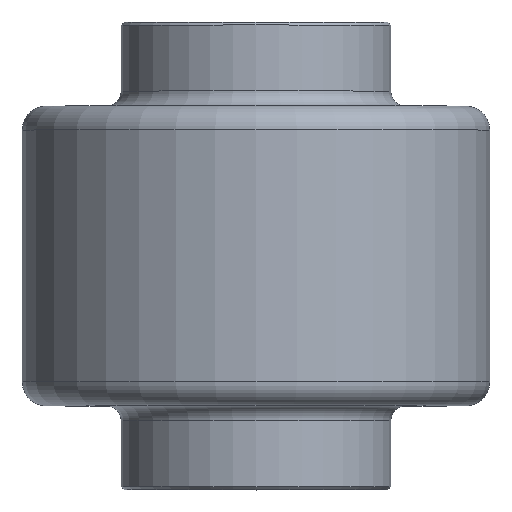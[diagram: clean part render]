
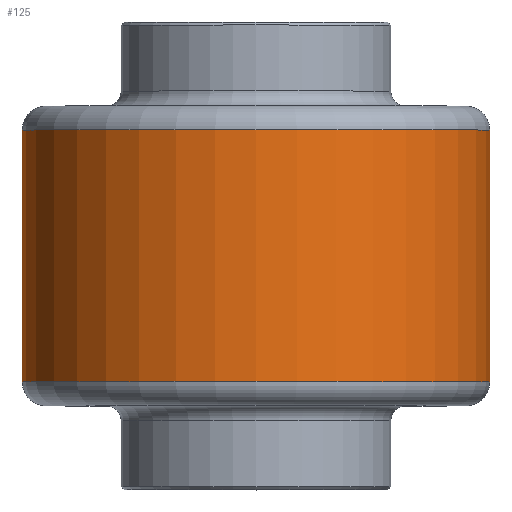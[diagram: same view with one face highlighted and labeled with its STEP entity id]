
A CAD part, top view. The second image highlights one B-rep face of the part: STEP entity #125.
In plain terms, the highlighted cylindrical face has radius 39 mm (diameter 78 mm), a full revolution.
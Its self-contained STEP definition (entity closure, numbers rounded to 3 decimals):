
#115=CYLINDRICAL_SURFACE('',#402,39.);
#125=ADVANCED_FACE('',(#162,#163),#115,.T.);
#162=FACE_BOUND('',#214,.T.);
#163=FACE_BOUND('',#215,.T.);
#214=EDGE_LOOP('',(#266));
#215=EDGE_LOOP('',(#267));
#266=ORIENTED_EDGE('',*,*,#344,.T.);
#267=ORIENTED_EDGE('',*,*,#345,.T.);
#318=VERTEX_POINT('',#566);
#319=VERTEX_POINT('',#568);
#344=EDGE_CURVE('',#318,#318,#370,.T.);
#345=EDGE_CURVE('',#319,#319,#371,.T.);
#370=CIRCLE('',#400,39.);
#371=CIRCLE('',#401,39.);
#400=AXIS2_PLACEMENT_3D('',#565,#463,#464);
#401=AXIS2_PLACEMENT_3D('',#567,#465,#466);
#402=AXIS2_PLACEMENT_3D('',#569,#467,#468);
#463=DIRECTION('',(0.,-1.,0.));
#464=DIRECTION('',(0.,0.,1.));
#465=DIRECTION('',(0.,1.,0.));
#466=DIRECTION('',(0.,0.,-1.));
#467=DIRECTION('',(0.,1.,0.));
#468=DIRECTION('',(0.,0.,1.));
#565=CARTESIAN_POINT('',(0.,21.,0.));
#566=CARTESIAN_POINT('',(0.,21.,39.));
#567=CARTESIAN_POINT('',(0.,-21.,0.));
#568=CARTESIAN_POINT('',(0.,-21.,-39.));
#569=CARTESIAN_POINT('',(0.,0.,0.));
